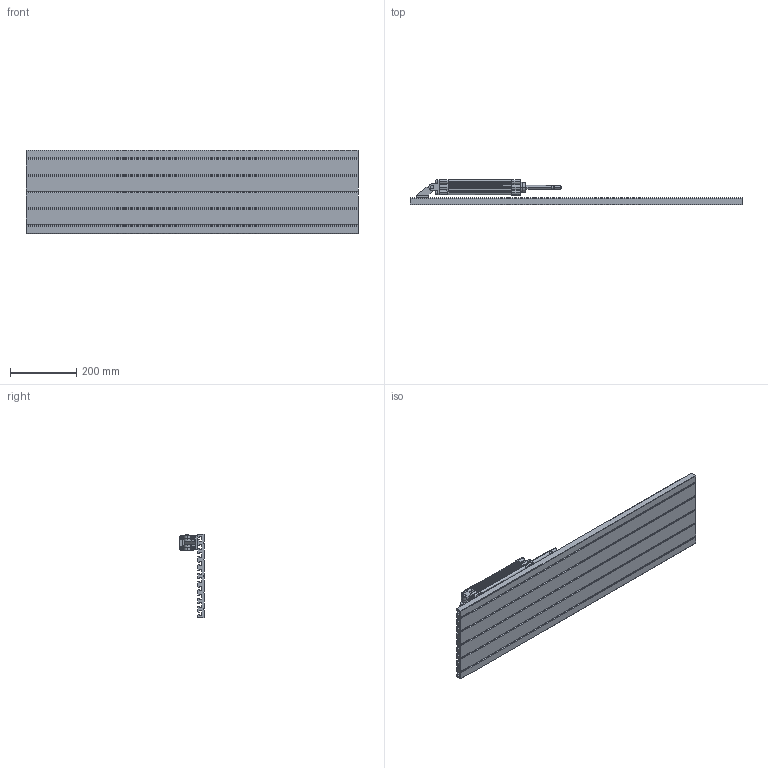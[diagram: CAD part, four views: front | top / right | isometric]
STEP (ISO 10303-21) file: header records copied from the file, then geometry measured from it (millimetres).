
FILE_DESCRIPTION(('HOOPS Exchange Step'),'2;1');
FILE_NAME('export-711F8C4D-1012-4BAC-B6CC-6B79E50BEB29.stp','2020-08-25T20:32:40+02:00',('Engineering'),('Alibre'),'HOOPS Exchange 2020.0','Alibre','Unknown authorisation');
FILE_SCHEMA( ('AP242_MANAGED_MODEL_BASED_3D_ENGINEERING_MIM_LF {1 0 10303 442 1 1 4 }') );
Length unit declared in the file: millimetre
Products named in the file (11): 5323 W0950322008 Hinge for model B- Model CETOP GL 032; 4008-4 121 A 32 0150 XP Pneumatic Cilinder ISO15552 Series A (1-8“); 4008-3 121 A 32 0150 XP Pneumatic Cilinder ISO15552 Series A (1-8“); 4008-1 121 A 32 0150 XP Pneumatic Cilinder ISO15552 Series A (1-8“); 4008-2 121 A 32 0150 XP Pneumatic Cilinder ISO15552 Series A (1-8“); 4008 121 A 32 0150 XP Pneumatic Cilinder ISO15552 Series A (1-8“); 3778-1 W0950322003 Female Hinge - Model B 032; 3778-2 W0950322003 Female Hinge - Model B 032 m6x16; 3778 W0950322003 Female Hinge - Model B 032; 2479 ISEL PT25 250x20mm profile T-nut; Test example assembly
Assembly tree (13 placements, depth 3):
  Test example assembly
    5323 W0950322008 Hinge for model B- Model CETOP GL 032
    4008 121 A 32 0150 XP Pneumatic Cilinder ISO15552 Series A (1-8“)
      4008-4 121 A 32 0150 XP Pneumatic Cilinder ISO15552 Series A (1-8“)
      4008-3 121 A 32 0150 XP Pneumatic Cilinder ISO15552 Series A (1-8“)
      4008-1 121 A 32 0150 XP Pneumatic Cilinder ISO15552 Series A (1-8“)
      4008-2 121 A 32 0150 XP Pneumatic Cilinder ISO15552 Series A (1-8“)
    3778 W0950322003 Female Hinge - Model B 032
      3778-1 W0950322003 Female Hinge - Model B 032
      3778-2 W0950322003 Female Hinge - Model B 032 m6x16  x4
    2479 ISEL PT25 250x20mm profile T-nut
Bounding box: 1000 x 74.91 x 250 mm (x, y, z)
Volume: 3802672.1 mm3; surface area: 1044950.7 mm2
Topology: 5 solids, 11 shells, 743 faces, 1908 edges, 1218 vertices
Faces by surface type: plane 459, cylinder 205, cone 55, torus 24
Entity records: 20287 total; most frequent: DIRECTION 3546, CARTESIAN_POINT 3516, ORIENTED_EDGE 3376, EDGE_CURVE 1698, VECTOR 1188, LINE 1188, AXIS2_PLACEMENT_3D 1179, VERTEX_POINT 1098
